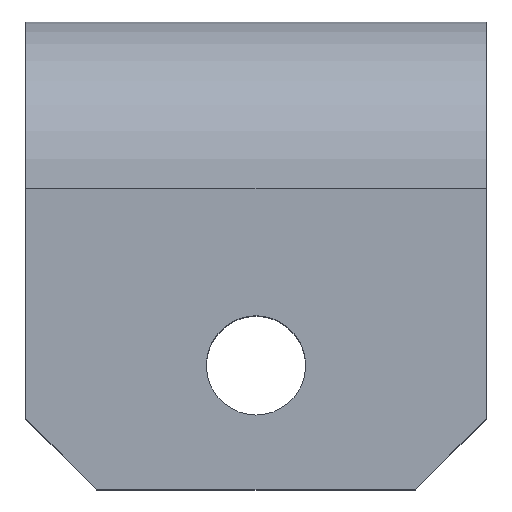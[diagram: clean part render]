
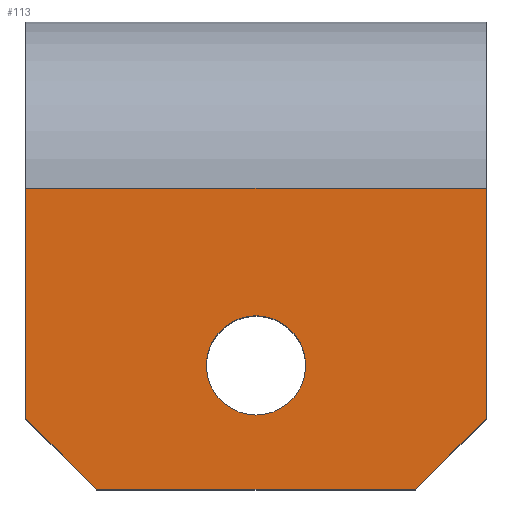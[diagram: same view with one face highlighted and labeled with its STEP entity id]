
A CAD part, top view. The second image highlights one B-rep face of the part: STEP entity #113.
In plain terms, the highlighted planar face has unit normal (0, 0, 1).
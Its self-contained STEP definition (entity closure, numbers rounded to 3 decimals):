
#6 = CARTESIAN_POINT ( 'NONE',  ( 32.5, -32.5, 23.5 ) ) ;
#13 = VERTEX_POINT ( 'NONE', #417 ) ;
#26 = CARTESIAN_POINT ( 'NONE',  ( 0., -32., 23.5 ) ) ;
#44 = CARTESIAN_POINT ( 'NONE',  ( 22.5, -42.5, 23.5 ) ) ;
#47 = VERTEX_POINT ( 'NONE', #26 ) ;
#55 = CARTESIAN_POINT ( 'NONE',  ( -22.5, -42.5, 23.5 ) ) ;
#78 = CARTESIAN_POINT ( 'NONE',  ( 22.5, -42.5, 23.5 ) ) ;
#97 = CARTESIAN_POINT ( 'NONE',  ( -32.5, 0., 23.5 ) ) ;
#101 = DIRECTION ( 'NONE',  ( -1., 0., 0. ) ) ;
#102 = VERTEX_POINT ( 'NONE', #526 ) ;
#113 = ADVANCED_FACE ( 'NONE', ( #638, #149 ), #570, .F. ) ;
#120 = EDGE_CURVE ( 'NONE', #47, #13, #167, .T. ) ;
#148 = LINE ( 'NONE', #404, #316 ) ;
#149 = FACE_OUTER_BOUND ( 'NONE', #506, .T. ) ;
#150 = VERTEX_POINT ( 'NONE', #55 ) ;
#167 = CIRCLE ( 'NONE', #588, 7. ) ;
#169 = VERTEX_POINT ( 'NONE', #217 ) ;
#192 = EDGE_CURVE ( 'NONE', #493, #150, #650, .T. ) ;
#209 = VERTEX_POINT ( 'NONE', #265 ) ;
#214 = DIRECTION ( 'NONE',  ( 0., 1., 0. ) ) ;
#217 = CARTESIAN_POINT ( 'NONE',  ( -32.5, -32.5, 23.5 ) ) ;
#228 = LINE ( 'NONE', #332, #589 ) ;
#232 = EDGE_CURVE ( 'NONE', #13, #47, #430, .T. ) ;
#239 = EDGE_LOOP ( 'NONE', ( #370, #590 ) ) ;
#255 = ORIENTED_EDGE ( 'NONE', *, *, #447, .T. ) ;
#265 = CARTESIAN_POINT ( 'NONE',  ( 32.5, 0., 23.5 ) ) ;
#280 = EDGE_CURVE ( 'NONE', #102, #169, #692, .T. ) ;
#283 = CARTESIAN_POINT ( 'NONE',  ( -32.5, -32.5, 23.5 ) ) ;
#289 = AXIS2_PLACEMENT_3D ( 'NONE', #372, #314, #535 ) ;
#309 = DIRECTION ( 'NONE',  ( 0., -1., 0. ) ) ;
#314 = DIRECTION ( 'NONE',  ( 0., 0., -1. ) ) ;
#316 = VECTOR ( 'NONE', #309, 1000. ) ;
#318 = CARTESIAN_POINT ( 'NONE',  ( 0., -25., 23.5 ) ) ;
#331 = ORIENTED_EDGE ( 'NONE', *, *, #280, .T. ) ;
#332 = CARTESIAN_POINT ( 'NONE',  ( 32.5, 0., 23.5 ) ) ;
#342 = ORIENTED_EDGE ( 'NONE', *, *, #686, .T. ) ;
#366 = VERTEX_POINT ( 'NONE', #6 ) ;
#370 = ORIENTED_EDGE ( 'NONE', *, *, #232, .T. ) ;
#372 = CARTESIAN_POINT ( 'NONE',  ( 32.5, 0., 23.5 ) ) ;
#375 = DIRECTION ( 'NONE',  ( 0., 0., -1. ) ) ;
#378 = VECTOR ( 'NONE', #665, 1000. ) ;
#379 = DIRECTION ( 'NONE',  ( 0.707, 0.707, 0. ) ) ;
#388 = VECTOR ( 'NONE', #379, 1000. ) ;
#389 = DIRECTION ( 'NONE',  ( 0., 1., 0. ) ) ;
#404 = CARTESIAN_POINT ( 'NONE',  ( 32.5, 0., 23.5 ) ) ;
#417 = CARTESIAN_POINT ( 'NONE',  ( 0., -18., 23.5 ) ) ;
#430 = CIRCLE ( 'NONE', #520, 7. ) ;
#443 = VECTOR ( 'NONE', #101, 1000. ) ;
#447 = EDGE_CURVE ( 'NONE', #169, #150, #606, .T. ) ;
#448 = DIRECTION ( 'NONE',  ( -1., 0., 0. ) ) ;
#493 = VERTEX_POINT ( 'NONE', #78 ) ;
#495 = DIRECTION ( 'NONE',  ( 0., 0., -1. ) ) ;
#506 = EDGE_LOOP ( 'NONE', ( #331, #255, #528, #600, #701, #342 ) ) ;
#513 = LINE ( 'NONE', #44, #388 ) ;
#520 = AXIS2_PLACEMENT_3D ( 'NONE', #603, #495, #214 ) ;
#526 = CARTESIAN_POINT ( 'NONE',  ( -32.5, 0., 23.5 ) ) ;
#528 = ORIENTED_EDGE ( 'NONE', *, *, #192, .F. ) ;
#533 = EDGE_CURVE ( 'NONE', #209, #366, #148, .T. ) ;
#535 = DIRECTION ( 'NONE',  ( 0., 1., 0. ) ) ;
#545 = DIRECTION ( 'NONE',  ( 0., -1., 0. ) ) ;
#570 = PLANE ( 'NONE',  #289 ) ;
#588 = AXIS2_PLACEMENT_3D ( 'NONE', #318, #375, #389 ) ;
#589 = VECTOR ( 'NONE', #448, 1000. ) ;
#590 = ORIENTED_EDGE ( 'NONE', *, *, #120, .T. ) ;
#597 = EDGE_CURVE ( 'NONE', #493, #366, #513, .T. ) ;
#599 = VECTOR ( 'NONE', #545, 1000. ) ;
#600 = ORIENTED_EDGE ( 'NONE', *, *, #597, .T. ) ;
#603 = CARTESIAN_POINT ( 'NONE',  ( 0., -25., 23.5 ) ) ;
#606 = LINE ( 'NONE', #283, #378 ) ;
#638 = FACE_BOUND ( 'NONE', #239, .T. ) ;
#650 = LINE ( 'NONE', #699, #443 ) ;
#665 = DIRECTION ( 'NONE',  ( 0.707, -0.707, 0. ) ) ;
#686 = EDGE_CURVE ( 'NONE', #209, #102, #228, .T. ) ;
#692 = LINE ( 'NONE', #97, #599 ) ;
#699 = CARTESIAN_POINT ( 'NONE',  ( 32.5, -42.5, 23.5 ) ) ;
#701 = ORIENTED_EDGE ( 'NONE', *, *, #533, .F. ) ;
